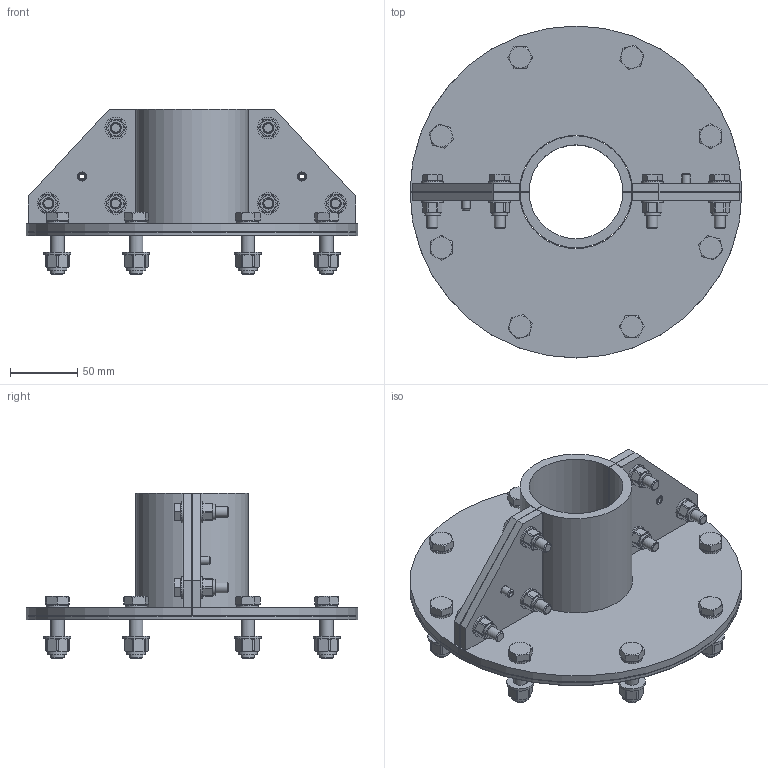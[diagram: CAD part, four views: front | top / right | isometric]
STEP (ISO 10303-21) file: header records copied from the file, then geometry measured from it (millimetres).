
FILE_DESCRIPTION((''),'2;1');
FILE_NAME('SLFORI68.stp','2018-02-02T10:32:27',(''),(''),'Autodesk Inventor 2013','Autodesk Inventor 2013','');
FILE_SCHEMA(('AUTOMOTIVE_DESIGN { 1 0 10303 214 1 1 1 1 }'));
Length unit declared in the file: millimetre
Products named in the file (17): SLFO RI; SLFO RI 68 HALF; SLEEVE-68; FLANGE-68; FRP_6x20; SLFO RI 43-75 EAR; Screw Kit M8X35 L12,4 mm; Locking Nut M8; ISO 7089 8 - 140 HV; ISO 4017 M8 x 35; SLFO RI 50-75 GASKET SMALL; Mount KIT M10; ISO 7089 10 - 140 HV; TREDO M10; ISO 4017 M10 x 40; Locking nut M10; GASKET 68
Assembly tree (32 placements, depth 3):
  SLFO RI
    SLFO RI 68 HALF  x2
      SLEEVE-68
      FLANGE-68
      FRP_6x20
      SLFO RI 43-75 EAR
    Screw Kit M8X35 L12,4 mm  x6
      Locking Nut M8
      ISO 7089 8 - 140 HV
      ISO 4017 M8 x 35
    SLFO RI 50-75 GASKET SMALL  x2
    Mount KIT M10  x8
      ISO 7089 10 - 140 HV
      TREDO M10
      ISO 4017 M10 x 40
      Locking nut M10
    GASKET 68
Bounding box: 246 x 246 x 123 mm (x, y, z)
Volume: 647500.6 mm3; surface area: 310777.3 mm2
Topology: 69 solids, 69 shells, 1368 faces, 3184 edges, 2040 vertices
Faces by surface type: cone 496, plane 434, cylinder 350, torus 88
Full cylindrical faces by diameter (mm): 6.647 x36, 6.7 x4, 8 x6, 8.09 x6, 8.3 x12, 8.376 x48, 8.4 x12, 10 x32, 10.108 x8, 10.5 x16, 10.7 x16, 11.506 x6, 11.63 x6, 14.084 x8, 14.63 x8, 16 x20, 20 x8, 186 x1, 246 x1
Entity records: 6713 total; most frequent: CARTESIAN_POINT 1175, DIRECTION 1124, ORIENTED_EDGE 836, AXIS2_PLACEMENT_3D 499, EDGE_CURVE 418, EDGE_LOOP 398, VERTEX_POINT 322, FACE_OUTER_BOUND 234
